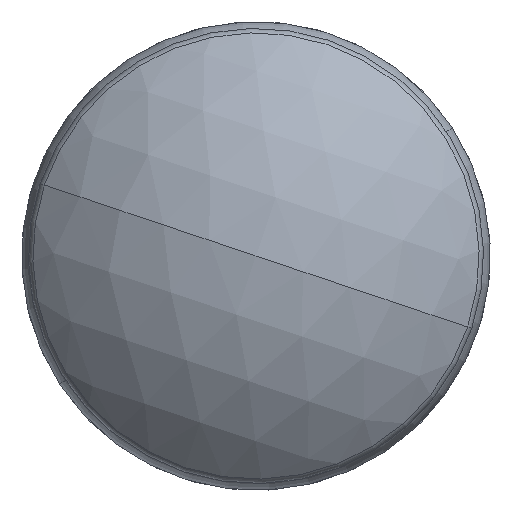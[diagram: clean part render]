
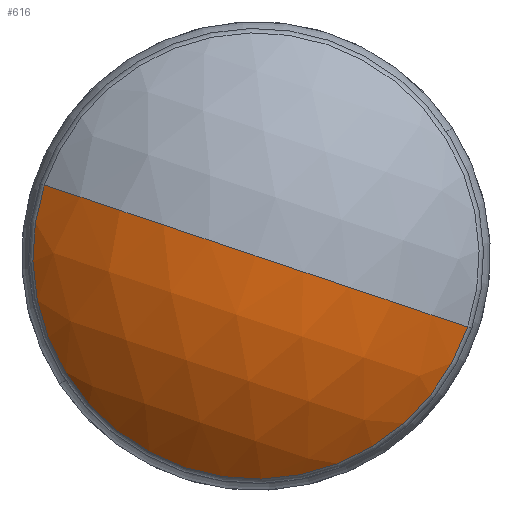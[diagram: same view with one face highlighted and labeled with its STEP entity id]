
A CAD part, front view. The second image highlights one B-rep face of the part: STEP entity #616.
In plain terms, the highlighted spherical face has radius 10 mm.
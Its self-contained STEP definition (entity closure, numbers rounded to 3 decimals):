
#61 = CARTESIAN_POINT ( 'NONE',  ( 0., -10., 0. ) ) ;
#121 = ORIENTED_EDGE ( 'NONE', *, *, #596, .T. ) ;
#144 = CIRCLE ( 'NONE', #518, 7.141 ) ;
#150 = EDGE_CURVE ( 'NONE', #765, #717, #144, .T. ) ;
#239 = AXIS2_PLACEMENT_3D ( 'NONE', #61, #481, #478 ) ;
#262 = DIRECTION ( 'NONE',  ( 0., 0., 1. ) ) ;
#280 = AXIS2_PLACEMENT_3D ( 'NONE', #338, #608, #353 ) ;
#284 = DIRECTION ( 'NONE',  ( -1., 0., 0. ) ) ;
#312 = CARTESIAN_POINT ( 'NONE',  ( 0., 0., 0. ) ) ;
#338 = CARTESIAN_POINT ( 'NONE',  ( 0., -10., 0. ) ) ;
#348 = SPHERICAL_SURFACE ( 'NONE', #352, 10. ) ;
#352 = AXIS2_PLACEMENT_3D ( 'NONE', #620, #284, #262 ) ;
#353 = DIRECTION ( 'NONE',  ( 0., 0., 1. ) ) ;
#422 = DIRECTION ( 'NONE',  ( 0., 1., 0. ) ) ;
#459 = CARTESIAN_POINT ( 'NONE',  ( 0., -3., 7.141 ) ) ;
#478 = DIRECTION ( 'NONE',  ( 0., 0., -1. ) ) ;
#481 = DIRECTION ( 'NONE',  ( 1., 0., 0. ) ) ;
#518 = AXIS2_PLACEMENT_3D ( 'NONE', #821, #422, #692 ) ;
#533 = CIRCLE ( 'NONE', #239, 10. ) ;
#534 = EDGE_CURVE ( 'NONE', #829, #717, #533, .T. ) ;
#594 = CARTESIAN_POINT ( 'NONE',  ( 0., -3., -7.141 ) ) ;
#596 = EDGE_CURVE ( 'NONE', #829, #765, #651, .T. ) ;
#608 = DIRECTION ( 'NONE',  ( -1., 0., 0. ) ) ;
#616 = ADVANCED_FACE ( 'NONE', ( #766 ), #348, .T. ) ;
#620 = CARTESIAN_POINT ( 'NONE',  ( 0., -10., 0. ) ) ;
#626 = ORIENTED_EDGE ( 'NONE', *, *, #150, .T. ) ;
#651 = CIRCLE ( 'NONE', #280, 10. ) ;
#692 = DIRECTION ( 'NONE',  ( 0., 0., -1. ) ) ;
#717 = VERTEX_POINT ( 'NONE', #459 ) ;
#765 = VERTEX_POINT ( 'NONE', #594 ) ;
#766 = FACE_OUTER_BOUND ( 'NONE', #778, .T. ) ;
#778 = EDGE_LOOP ( 'NONE', ( #842, #121, #626 ) ) ;
#821 = CARTESIAN_POINT ( 'NONE',  ( 0., -3., 0. ) ) ;
#829 = VERTEX_POINT ( 'NONE', #312 ) ;
#842 = ORIENTED_EDGE ( 'NONE', *, *, #534, .F. ) ;
